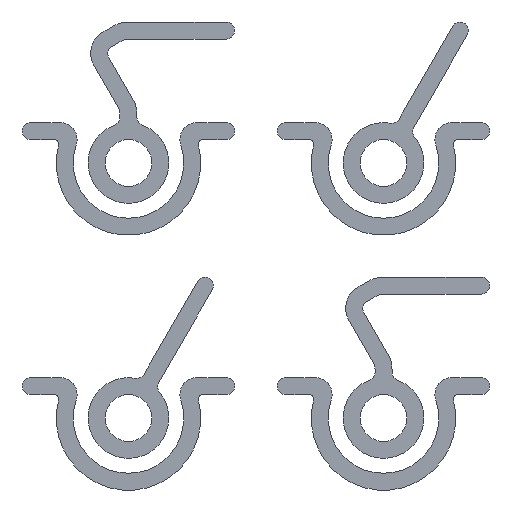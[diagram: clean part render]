
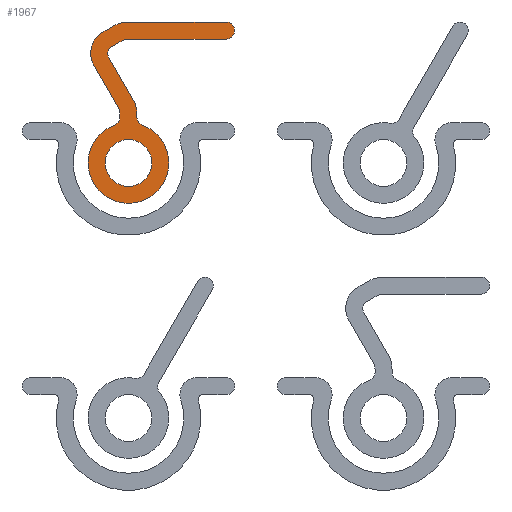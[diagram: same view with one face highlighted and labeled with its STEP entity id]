
A CAD part, front view. The second image highlights one B-rep face of the part: STEP entity #1967.
In plain terms, the highlighted planar face has unit normal (0, -1, 0).
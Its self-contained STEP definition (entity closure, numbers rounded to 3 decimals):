
#94=FACE_BOUND('',#221,.T.);
#103=FACE_OUTER_BOUND('',#220,.T.);
#220=EDGE_LOOP('',(#1336,#1337,#1338,#1339,#1340,#1341,#1342,#1343,#1344,
#1345,#1346,#1347,#1348,#1349,#1350,#1351,#1352,#1353));
#221=EDGE_LOOP('',(#1354));
#351=LINE('',#3056,#523);
#352=LINE('',#3060,#524);
#353=LINE('',#3064,#525);
#354=LINE('',#3068,#526);
#355=LINE('',#3076,#527);
#356=LINE('',#3080,#528);
#357=LINE('',#3084,#529);
#358=LINE('',#3087,#530);
#523=VECTOR('',#2388,10.);
#524=VECTOR('',#2391,10.);
#525=VECTOR('',#2394,10.);
#526=VECTOR('',#2397,10.);
#527=VECTOR('',#2404,10.);
#528=VECTOR('',#2407,10.);
#529=VECTOR('',#2410,10.);
#530=VECTOR('',#2413,10.);
#696=CIRCLE('',#2115,4.);
#697=CIRCLE('',#2117,14.);
#698=CIRCLE('',#2118,11.5);
#699=CIRCLE('',#2119,6.);
#700=CIRCLE('',#2120,4.);
#701=CIRCLE('',#2121,19.);
#702=CIRCLE('',#2122,4.);
#703=CIRCLE('',#2123,14.);
#704=CIRCLE('',#2124,3.5);
#705=CIRCLE('',#2125,6.);
#706=CIRCLE('',#2126,11.);
#832=VERTEX_POINT('',#3049);
#833=VERTEX_POINT('',#3050);
#834=VERTEX_POINT('',#3055);
#835=VERTEX_POINT('',#3057);
#836=VERTEX_POINT('',#3059);
#837=VERTEX_POINT('',#3061);
#838=VERTEX_POINT('',#3063);
#839=VERTEX_POINT('',#3065);
#840=VERTEX_POINT('',#3067);
#841=VERTEX_POINT('',#3069);
#842=VERTEX_POINT('',#3071);
#843=VERTEX_POINT('',#3073);
#844=VERTEX_POINT('',#3075);
#845=VERTEX_POINT('',#3077);
#846=VERTEX_POINT('',#3079);
#847=VERTEX_POINT('',#3081);
#848=VERTEX_POINT('',#3083);
#849=VERTEX_POINT('',#3085);
#850=VERTEX_POINT('',#3088);
#1032=EDGE_CURVE('',#832,#833,#696,.T.);
#1035=EDGE_CURVE('',#832,#834,#351,.T.);
#1036=EDGE_CURVE('',#834,#835,#697,.T.);
#1037=EDGE_CURVE('',#835,#836,#352,.T.);
#1038=EDGE_CURVE('',#836,#837,#698,.T.);
#1039=EDGE_CURVE('',#837,#838,#353,.T.);
#1040=EDGE_CURVE('',#838,#839,#699,.T.);
#1041=EDGE_CURVE('',#839,#840,#354,.T.);
#1042=EDGE_CURVE('',#841,#840,#700,.T.);
#1043=EDGE_CURVE('',#841,#842,#701,.T.);
#1044=EDGE_CURVE('',#843,#842,#702,.T.);
#1045=EDGE_CURVE('',#844,#843,#355,.T.);
#1046=EDGE_CURVE('',#845,#844,#703,.T.);
#1047=EDGE_CURVE('',#846,#845,#356,.T.);
#1048=EDGE_CURVE('',#847,#846,#704,.T.);
#1049=EDGE_CURVE('',#848,#847,#357,.T.);
#1050=EDGE_CURVE('',#849,#848,#705,.T.);
#1051=EDGE_CURVE('',#833,#849,#358,.T.);
#1052=EDGE_CURVE('',#850,#850,#706,.T.);
#1336=ORIENTED_EDGE('',*,*,#1032,.F.);
#1337=ORIENTED_EDGE('',*,*,#1035,.T.);
#1338=ORIENTED_EDGE('',*,*,#1036,.T.);
#1339=ORIENTED_EDGE('',*,*,#1037,.T.);
#1340=ORIENTED_EDGE('',*,*,#1038,.T.);
#1341=ORIENTED_EDGE('',*,*,#1039,.T.);
#1342=ORIENTED_EDGE('',*,*,#1040,.T.);
#1343=ORIENTED_EDGE('',*,*,#1041,.T.);
#1344=ORIENTED_EDGE('',*,*,#1042,.F.);
#1345=ORIENTED_EDGE('',*,*,#1043,.T.);
#1346=ORIENTED_EDGE('',*,*,#1044,.F.);
#1347=ORIENTED_EDGE('',*,*,#1045,.F.);
#1348=ORIENTED_EDGE('',*,*,#1046,.F.);
#1349=ORIENTED_EDGE('',*,*,#1047,.F.);
#1350=ORIENTED_EDGE('',*,*,#1048,.F.);
#1351=ORIENTED_EDGE('',*,*,#1049,.F.);
#1352=ORIENTED_EDGE('',*,*,#1050,.F.);
#1353=ORIENTED_EDGE('',*,*,#1051,.F.);
#1354=ORIENTED_EDGE('',*,*,#1052,.T.);
#1914=PLANE('',#2116);
#1967=ADVANCED_FACE('',(#103,#94),#1914,.F.);
#2115=AXIS2_PLACEMENT_3D('',#3051,#2382,#2383);
#2116=AXIS2_PLACEMENT_3D('',#3054,#2386,#2387);
#2117=AXIS2_PLACEMENT_3D('',#3058,#2389,#2390);
#2118=AXIS2_PLACEMENT_3D('',#3062,#2392,#2393);
#2119=AXIS2_PLACEMENT_3D('',#3066,#2395,#2396);
#2120=AXIS2_PLACEMENT_3D('',#3070,#2398,#2399);
#2121=AXIS2_PLACEMENT_3D('',#3072,#2400,#2401);
#2122=AXIS2_PLACEMENT_3D('',#3074,#2402,#2403);
#2123=AXIS2_PLACEMENT_3D('',#3078,#2405,#2406);
#2124=AXIS2_PLACEMENT_3D('',#3082,#2408,#2409);
#2125=AXIS2_PLACEMENT_3D('',#3086,#2411,#2412);
#2126=AXIS2_PLACEMENT_3D('',#3089,#2414,#2415);
#2382=DIRECTION('center_axis',(0.,1.,0.));
#2383=DIRECTION('ref_axis',(0.707,0.,0.707));
#2386=DIRECTION('center_axis',(0.,1.,0.));
#2387=DIRECTION('ref_axis',(-0.866,0.,0.5));
#2388=DIRECTION('',(-1.,0.,0.));
#2389=DIRECTION('center_axis',(0.,-1.,0.));
#2390=DIRECTION('ref_axis',(-0.5,0.,0.866));
#2391=DIRECTION('',(-0.866,0.,-0.5));
#2392=DIRECTION('center_axis',(0.,-1.,0.));
#2393=DIRECTION('ref_axis',(-0.866,0.,-0.5));
#2394=DIRECTION('',(0.5,0.,-0.866));
#2395=DIRECTION('center_axis',(0.,1.,0.));
#2396=DIRECTION('ref_axis',(0.866,0.,0.5));
#2397=DIRECTION('',(0.,0.,-1.));
#2398=DIRECTION('center_axis',(0.,-1.,0.));
#2399=DIRECTION('ref_axis',(0.821,0.,-0.571));
#2400=DIRECTION('center_axis',(0.,-1.,0.));
#2401=DIRECTION('ref_axis',(0.5,0.,0.866));
#2402=DIRECTION('center_axis',(0.,-1.,0.));
#2403=DIRECTION('ref_axis',(-0.821,0.,-0.571));
#2404=DIRECTION('',(0.,0.,-1.));
#2405=DIRECTION('center_axis',(0.,1.,0.));
#2406=DIRECTION('ref_axis',(0.866,0.,0.5));
#2407=DIRECTION('',(0.5,0.,-0.866));
#2408=DIRECTION('center_axis',(0.,-1.,0.));
#2409=DIRECTION('ref_axis',(-0.866,0.,-0.5));
#2410=DIRECTION('',(-0.866,0.,-0.5));
#2411=DIRECTION('center_axis',(0.,-1.,0.));
#2412=DIRECTION('ref_axis',(-0.5,0.,0.866));
#2413=DIRECTION('',(-1.,0.,0.));
#2414=DIRECTION('center_axis',(0.,1.,0.));
#2415=DIRECTION('ref_axis',(0.5,0.,0.866));
#3049=CARTESIAN_POINT('',(196.,-20.,86.337));
#3050=CARTESIAN_POINT('',(196.,-20.,78.337));
#3051=CARTESIAN_POINT('Origin',(196.,-20.,82.337));
#3054=CARTESIAN_POINT('Origin',(150.,-20.,20.));
#3055=CARTESIAN_POINT('',(150.,-20.,86.337));
#3056=CARTESIAN_POINT('',(150.,-20.,86.337));
#3057=CARTESIAN_POINT('',(143.,-20.,84.462));
#3058=CARTESIAN_POINT('Origin',(150.,-20.,72.337));
#3059=CARTESIAN_POINT('',(137.952,-20.,81.547));
#3060=CARTESIAN_POINT('',(137.952,-20.,81.547));
#3061=CARTESIAN_POINT('',(133.743,-20.,65.838));
#3062=CARTESIAN_POINT('Origin',(143.702,-20.,71.588));
#3063=CARTESIAN_POINT('',(145.196,-20.,46.));
#3064=CARTESIAN_POINT('',(145.196,-20.,46.));
#3065=CARTESIAN_POINT('',(146.,-20.,43.));
#3066=CARTESIAN_POINT('Origin',(140.,-20.,43.));
#3067=CARTESIAN_POINT('',(146.,-20.,41.564));
#3068=CARTESIAN_POINT('',(146.,-20.,35.));
#3069=CARTESIAN_POINT('',(143.391,-20.,37.814));
#3070=CARTESIAN_POINT('Origin',(142.,-20.,41.564));
#3071=CARTESIAN_POINT('',(156.609,-20.,37.814));
#3072=CARTESIAN_POINT('Origin',(150.,-20.,20.));
#3073=CARTESIAN_POINT('',(154.,-20.,41.564));
#3074=CARTESIAN_POINT('Origin',(158.,-20.,41.564));
#3075=CARTESIAN_POINT('',(154.,-20.,43.));
#3076=CARTESIAN_POINT('',(154.,-20.,35.));
#3077=CARTESIAN_POINT('',(152.124,-20.,50.));
#3078=CARTESIAN_POINT('Origin',(140.,-20.,43.));
#3079=CARTESIAN_POINT('',(140.671,-20.,69.838));
#3080=CARTESIAN_POINT('',(152.124,-20.,50.));
#3081=CARTESIAN_POINT('',(141.952,-20.,74.619));
#3082=CARTESIAN_POINT('Origin',(143.702,-20.,71.588));
#3083=CARTESIAN_POINT('',(147.,-20.,77.533));
#3084=CARTESIAN_POINT('',(141.952,-20.,74.619));
#3085=CARTESIAN_POINT('',(150.,-20.,78.337));
#3086=CARTESIAN_POINT('Origin',(150.,-20.,72.337));
#3087=CARTESIAN_POINT('',(150.,-20.,78.337));
#3088=CARTESIAN_POINT('',(144.5,-20.,10.474));
#3089=CARTESIAN_POINT('Origin',(150.,-20.,20.));
